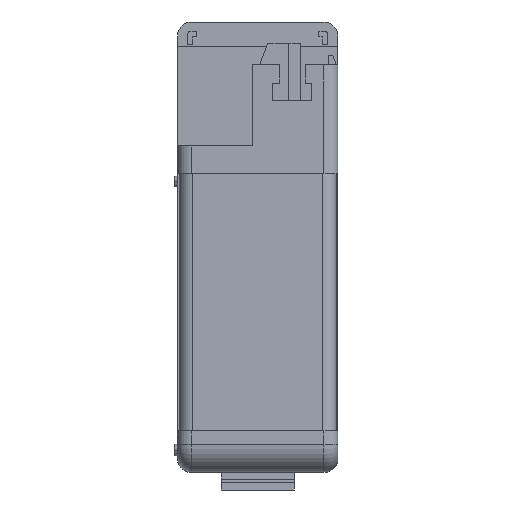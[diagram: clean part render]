
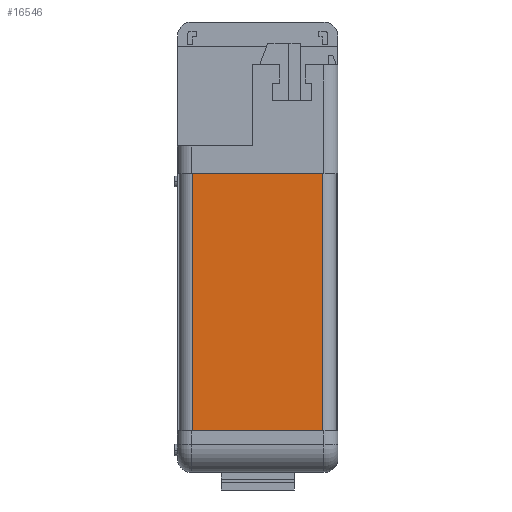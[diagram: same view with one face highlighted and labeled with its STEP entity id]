
A CAD part, front view. The second image highlights one B-rep face of the part: STEP entity #16546.
In plain terms, the highlighted planar face has unit normal (0, -1, 0).
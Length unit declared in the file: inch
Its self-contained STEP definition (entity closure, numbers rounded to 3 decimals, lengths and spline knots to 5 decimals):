
#163 = DIRECTION ( 'NONE',  ( 0., -1., 0. ) ) ;
#645 = ORIENTED_EDGE ( 'NONE', *, *, #7295, .F. ) ;
#1649 = CARTESIAN_POINT ( 'NONE',  ( 0.5775, -2.9375, 0.655 ) ) ;
#2221 = ORIENTED_EDGE ( 'NONE', *, *, #19919, .T. ) ;
#2499 = VERTEX_POINT ( 'NONE', #15963 ) ;
#3211 = ORIENTED_EDGE ( 'NONE', *, *, #5058, .T. ) ;
#4042 = EDGE_CURVE ( 'NONE', #20718, #2499, #11458, .T. ) ;
#5058 = EDGE_CURVE ( 'NONE', #7042, #13801, #5563, .T. ) ;
#5563 = LINE ( 'NONE', #6384, #9444 ) ;
#6384 = CARTESIAN_POINT ( 'NONE',  ( -0.5775, -2.9375, 0.655 ) ) ;
#6442 = DIRECTION ( 'NONE',  ( -1., 0., 0. ) ) ;
#7042 = VERTEX_POINT ( 'NONE', #9514 ) ;
#7295 = EDGE_CURVE ( 'NONE', #2499, #13801, #8563, .T. ) ;
#7656 = EDGE_LOOP ( 'NONE', ( #645, #14829, #2221, #3211 ) ) ;
#8330 = VECTOR ( 'NONE', #19330, 39.37008 ) ;
#8563 = LINE ( 'NONE', #14587, #12378 ) ;
#8827 = LINE ( 'NONE', #9498, #8330 ) ;
#9444 = VECTOR ( 'NONE', #12022, 39.37008 ) ;
#9498 = CARTESIAN_POINT ( 'NONE',  ( 0.5775, -2.9375, 0.655 ) ) ;
#9514 = CARTESIAN_POINT ( 'NONE',  ( -0.5775, -2.9375, 0.655 ) ) ;
#10025 = CARTESIAN_POINT ( 'NONE',  ( 0.5775, -2.9375, 0.655 ) ) ;
#11458 = LINE ( 'NONE', #1649, #15773 ) ;
#11686 = DIRECTION ( 'NONE',  ( 0., 0., -1. ) ) ;
#12022 = DIRECTION ( 'NONE',  ( 0., 0., -1. ) ) ;
#12378 = VECTOR ( 'NONE', #6442, 39.37008 ) ;
#12890 = AXIS2_PLACEMENT_3D ( 'NONE', #10025, #163, #11686 ) ;
#13266 = PLANE ( 'NONE',  #12890 ) ;
#13801 = VERTEX_POINT ( 'NONE', #19126 ) ;
#14587 = CARTESIAN_POINT ( 'NONE',  ( 0.5775, -2.9375, -1.63 ) ) ;
#14772 = DIRECTION ( 'NONE',  ( 0., 0., -1. ) ) ;
#14829 = ORIENTED_EDGE ( 'NONE', *, *, #4042, .F. ) ;
#15773 = VECTOR ( 'NONE', #14772, 39.37008 ) ;
#15963 = CARTESIAN_POINT ( 'NONE',  ( 0.5775, -2.9375, -1.63 ) ) ;
#16546 = ADVANCED_FACE ( 'NONE', ( #18773 ), #13266, .T. ) ;
#18349 = CARTESIAN_POINT ( 'NONE',  ( 0.5775, -2.9375, 0.655 ) ) ;
#18773 = FACE_OUTER_BOUND ( 'NONE', #7656, .T. ) ;
#19126 = CARTESIAN_POINT ( 'NONE',  ( -0.5775, -2.9375, -1.63 ) ) ;
#19330 = DIRECTION ( 'NONE',  ( -1., 0., 0. ) ) ;
#19919 = EDGE_CURVE ( 'NONE', #20718, #7042, #8827, .T. ) ;
#20718 = VERTEX_POINT ( 'NONE', #18349 ) ;
